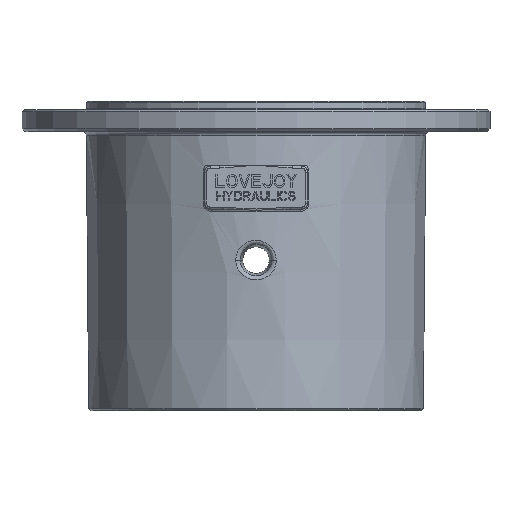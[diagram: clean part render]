
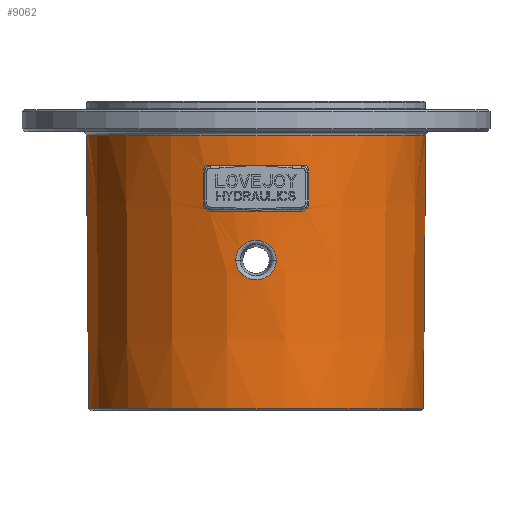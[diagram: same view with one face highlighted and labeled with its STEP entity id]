
A CAD part, left-side view. The second image highlights one B-rep face of the part: STEP entity #9062.
In plain terms, the highlighted conical face has half-angle 0.5 degrees and reference radius 62.285 mm.
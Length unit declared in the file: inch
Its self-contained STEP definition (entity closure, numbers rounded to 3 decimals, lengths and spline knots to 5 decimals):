
#126=CARTESIAN_POINT('',(-2.43605,-0.29356,
-2.37045));
#127=CARTESIAN_POINT('',(-2.43585,-0.29355,
-2.39345));
#128=CARTESIAN_POINT('',(-2.43612,-0.28813,
-2.43823));
#129=CARTESIAN_POINT('',(-2.4384,-0.26335,
-2.50387));
#130=CARTESIAN_POINT('',(-2.44196,-0.22337,
-2.5615));
#131=CARTESIAN_POINT('',(-2.44593,-0.17002,
-2.60862));
#132=CARTESIAN_POINT('',(-2.44931,-0.10642,
-2.64181));
#133=CARTESIAN_POINT('',(-2.45124,-0.03652,
-2.65897));
#134=CARTESIAN_POINT('',(-2.45125,0.03554,
-2.65911));
#135=CARTESIAN_POINT('',(-2.44933,0.10585,
-2.64205));
#136=CARTESIAN_POINT('',(-2.44596,0.16965,
-2.60888));
#137=CARTESIAN_POINT('',(-2.44198,0.22323,
-2.5617));
#138=CARTESIAN_POINT('',(-2.4384,0.26334,
-2.50389));
#139=CARTESIAN_POINT('',(-2.43612,0.28812,
-2.43828));
#140=CARTESIAN_POINT('',(-2.43585,0.29355,
-2.39346));
#141=CARTESIAN_POINT('',(-2.43605,0.29356,
-2.37045));
#143=CARTESIAN_POINT('',(-2.43605,0.29356,
-2.37045));
#144=CARTESIAN_POINT('',(-2.43626,0.29357,
-2.34742));
#145=CARTESIAN_POINT('',(-2.43731,0.28816,
-2.30259));
#146=CARTESIAN_POINT('',(-2.44075,0.26333,
-2.23685));
#147=CARTESIAN_POINT('',(-2.44532,0.22328,
-2.17914));
#148=CARTESIAN_POINT('',(-2.45011,0.16986,
-2.13203));
#149=CARTESIAN_POINT('',(-2.45406,0.10627,
-2.09888));
#150=CARTESIAN_POINT('',(-2.45627,0.03642,
-2.08177));
#151=CARTESIAN_POINT('',(-2.45629,-0.03549,
-2.08164));
#152=CARTESIAN_POINT('',(-2.45408,-0.10573,
-2.09866));
#153=CARTESIAN_POINT('',(-2.45014,-0.16952,
-2.13178));
#154=CARTESIAN_POINT('',(-2.44534,-0.22316,
-2.17897));
#155=CARTESIAN_POINT('',(-2.44075,-0.26334,
-2.23684));
#156=CARTESIAN_POINT('',(-2.43731,-0.28815,
-2.30258));
#157=CARTESIAN_POINT('',(-2.43626,-0.29356,
-2.34742));
#158=CARTESIAN_POINT('',(-2.43605,-0.29356,
-2.37045));
#160=CARTESIAN_POINT('',(-2.34129,-0.77062,
-1.08974));
#161=CARTESIAN_POINT('',(-2.34137,-0.77062,
-1.08125));
#162=CARTESIAN_POINT('',(-2.3421,-0.76888,
-1.06467));
#163=CARTESIAN_POINT('',(-2.34484,-0.76118,
-1.04057));
#164=CARTESIAN_POINT('',(-2.34913,-0.7485,
-1.0184));
#165=CARTESIAN_POINT('',(-2.3528,-0.73721,
-1.00579));
#166=CARTESIAN_POINT('',(-2.35485,-0.73077,
-1.));
#168=CARTESIAN_POINT('',(-2.35485,0.73078,
-1.));
#169=CARTESIAN_POINT('',(-2.35279,0.73724,
-1.0058));
#170=CARTESIAN_POINT('',(-2.34911,0.74855,
-1.01846));
#171=CARTESIAN_POINT('',(-2.34481,0.76125,-1.0407));
#172=CARTESIAN_POINT('',(-2.34208,0.76892,
-1.06488));
#173=CARTESIAN_POINT('',(-2.34137,0.77062,
-1.08134));
#174=CARTESIAN_POINT('',(-2.34129,0.77062,
-1.08974));
#176=DIRECTION('',(0.009,0.,-1.));
#177=VECTOR('',#176,0.45002);
#178=CARTESIAN_POINT('',(-2.34129,0.77062,
-1.08974));
#179=LINE('',#178,#177);
#180=CARTESIAN_POINT('',(-2.33716,0.77061,
-1.53974));
#181=CARTESIAN_POINT('',(-2.33706,0.77061,
-1.55019));
#182=CARTESIAN_POINT('',(-2.33774,0.768,
-1.57038));
#183=CARTESIAN_POINT('',(-2.34125,0.75644,
-1.59944));
#184=CARTESIAN_POINT('',(-2.34701,0.7377,
-1.62467));
#185=CARTESIAN_POINT('',(-2.3545,0.71292,
-1.64438));
#186=CARTESIAN_POINT('',(-2.36316,0.68332,
-1.65694));
#187=CARTESIAN_POINT('',(-2.36894,0.66275,
-1.65974));
#188=CARTESIAN_POINT('',(-2.37189,0.65205,
-1.65974));
#190=CARTESIAN_POINT('',(-2.37189,-0.65205,
-1.65974));
#191=CARTESIAN_POINT('',(-2.36891,-0.66287,
-1.65974));
#192=CARTESIAN_POINT('',(-2.36308,-0.68362,
-1.65686));
#193=CARTESIAN_POINT('',(-2.35444,-0.71313,
-1.64426));
#194=CARTESIAN_POINT('',(-2.34695,-0.73792,
-1.62446));
#195=CARTESIAN_POINT('',(-2.34122,-0.75657,
-1.59922));
#196=CARTESIAN_POINT('',(-2.33772,-0.76809,
-1.57003));
#197=CARTESIAN_POINT('',(-2.33707,-0.77061,
-1.55004));
#198=CARTESIAN_POINT('',(-2.33716,-0.77061,
-1.53974));
#200=DIRECTION('',(-0.009,0.,1.));
#201=VECTOR('',#200,0.45002);
#202=CARTESIAN_POINT('',(-2.33716,-0.77061,
-1.53974));
#203=LINE('',#202,#201);
#204=CARTESIAN_POINT('',(0.,0.,-4.52974));
#205=DIRECTION('',(0.,0.,1.));
#206=DIRECTION('',(0.,1.,0.));
#207=AXIS2_PLACEMENT_3D('',#204,#205,#206);
#209=CARTESIAN_POINT('',(0.,0.,-0.55948));
#210=DIRECTION('',(0.,0.,1.));
#211=DIRECTION('',(0.,1.,0.));
#212=AXIS2_PLACEMENT_3D('',#209,#210,#211);
#1190=DIRECTION('',(0.,-0.009,1.));
#1191=VECTOR('',#1190,3.97041);
#1192=CARTESIAN_POINT('',(0.,-2.43483,-4.52974));
#1193=LINE('',#1192,#1191);
#1199=DIRECTION('',(0.,-0.009,-1.));
#1200=VECTOR('',#1199,3.97041);
#1201=CARTESIAN_POINT('',(0.,2.46948,-0.55948));
#1202=LINE('',#1201,#1200);
#2337=CARTESIAN_POINT('',(0.,0.,-1.));
#2338=DIRECTION('',(0.,0.,1.));
#2339=DIRECTION('',(-0.955,0.296,0.));
#2340=AXIS2_PLACEMENT_3D('',#2337,#2338,#2339);
#6933=CARTESIAN_POINT('',(0.,0.,-1.65974));
#6934=DIRECTION('',(0.,0.,-1.));
#6935=DIRECTION('',(-0.964,-0.265,0.));
#6936=AXIS2_PLACEMENT_3D('',#6933,#6934,#6935);
#7086=VERTEX_POINT('',#126);
#7087=VERTEX_POINT('',#141);
#7094=VERTEX_POINT('',#190);
#7095=VERTEX_POINT('',#198);
#7098=CARTESIAN_POINT('',(-2.34129,-0.77062,
-1.08974));
#7099=VERTEX_POINT('',#7098);
#7101=VERTEX_POINT('',#180);
#7102=VERTEX_POINT('',#188);
#7105=CARTESIAN_POINT('',(-2.34129,0.77062,
-1.08974));
#7106=VERTEX_POINT('',#7105);
#8691=CARTESIAN_POINT('',(0.,2.46948,-0.55948));
#8693=VERTEX_POINT('',#8691);
#8695=CARTESIAN_POINT('',(0.,-2.46948,-0.55948));
#8697=VERTEX_POINT('',#8695);
#8758=CARTESIAN_POINT('',(0.,2.43483,-4.52974));
#8759=CARTESIAN_POINT('',(0.,-2.43483,-4.52974));
#8760=VERTEX_POINT('',#8758);
#8761=VERTEX_POINT('',#8759);
#8770=CARTESIAN_POINT('',(-2.35485,0.73078,
-1.));
#8771=CARTESIAN_POINT('',(-2.35485,-0.73077,
-1.));
#8772=VERTEX_POINT('',#8770);
#8773=VERTEX_POINT('',#8771);
#9024=CARTESIAN_POINT('',(0.,0.,-2.54461));
#9025=DIRECTION('',(0.,0.,1.));
#9026=DIRECTION('',(0.,1.,0.));
#9027=AXIS2_PLACEMENT_3D('',#9024,#9025,#9026);
#9028=CONICAL_SURFACE('',#9027,2.45216,0.5);
#9030=ORIENTED_EDGE('',*,*,#9029,.F.);
#9032=ORIENTED_EDGE('',*,*,#9031,.F.);
#9033=ORIENTED_EDGE('',*,*,#9019,.T.);
#9035=ORIENTED_EDGE('',*,*,#9034,.F.);
#9036=EDGE_LOOP('',(#9030,#9032,#9033,#9035));
#9037=FACE_OUTER_BOUND('',#9036,.F.);
#9039=ORIENTED_EDGE('',*,*,#9038,.T.);
#9041=ORIENTED_EDGE('',*,*,#9040,.F.);
#9043=ORIENTED_EDGE('',*,*,#9042,.T.);
#9045=ORIENTED_EDGE('',*,*,#9044,.T.);
#9047=ORIENTED_EDGE('',*,*,#9046,.T.);
#9049=ORIENTED_EDGE('',*,*,#9048,.F.);
#9051=ORIENTED_EDGE('',*,*,#9050,.T.);
#9053=ORIENTED_EDGE('',*,*,#9052,.T.);
#9054=EDGE_LOOP('',(#9039,#9041,#9043,#9045,#9047,#9049,#9051,#9053));
#9055=FACE_BOUND('',#9054,.F.);
#9057=ORIENTED_EDGE('',*,*,#9056,.F.);
#9059=ORIENTED_EDGE('',*,*,#9058,.F.);
#9060=EDGE_LOOP('',(#9057,#9059));
#9061=FACE_BOUND('',#9060,.F.);
#9062=ADVANCED_FACE('',(#9037,#9055,#9061),#9028,.T.);
#142=B_SPLINE_CURVE_WITH_KNOTS('',3,(#126,#127,#128,#129,#130,#131,#132,#133,
#134,#135,#136,#137,#138,#139,#140,#141),.UNSPECIFIED.,.F.,.F.,(4,1,1,1,1,1,1,1,
1,1,1,1,1,4),(0.,0.07692,0.15385,0.23077,
0.30769,0.38462,0.46154,0.53846,
0.61538,0.69231,0.76923,0.84615,
0.92308,1.),.UNSPECIFIED.);
#159=B_SPLINE_CURVE_WITH_KNOTS('',3,(#143,#144,#145,#146,#147,#148,#149,#150,
#151,#152,#153,#154,#155,#156,#157,#158),.UNSPECIFIED.,.F.,.F.,(4,1,1,1,1,1,1,1,
1,1,1,1,1,4),(0.,0.07692,0.15385,0.23077,
0.30769,0.38462,0.46154,0.53846,
0.61538,0.69231,0.76923,0.84615,
0.92308,1.),.UNSPECIFIED.);
#167=B_SPLINE_CURVE_WITH_KNOTS('',3,(#160,#161,#162,#163,#164,#165,#166),
.UNSPECIFIED.,.F.,.F.,(4,1,1,1,4),(0.,0.25,0.5,0.75,1.),
.UNSPECIFIED.);
#175=B_SPLINE_CURVE_WITH_KNOTS('',3,(#168,#169,#170,#171,#172,#173,#174),
.UNSPECIFIED.,.F.,.F.,(4,1,1,1,4),(0.,0.25,0.5,0.75,1.),
.UNSPECIFIED.);
#189=B_SPLINE_CURVE_WITH_KNOTS('',3,(#180,#181,#182,#183,#184,#185,#186,#187,
#188),.UNSPECIFIED.,.F.,.F.,(4,1,1,1,1,1,4),(0.,0.16667,
0.33333,0.5,0.66667,0.83333,1.),
.UNSPECIFIED.);
#199=B_SPLINE_CURVE_WITH_KNOTS('',3,(#190,#191,#192,#193,#194,#195,#196,#197,
#198),.UNSPECIFIED.,.F.,.F.,(4,1,1,1,1,1,4),(0.,0.16667,
0.33333,0.5,0.66667,0.83333,1.),
.UNSPECIFIED.);
#208=CIRCLE('',#207,2.43483);
#213=CIRCLE('',#212,2.46948);
#2341=CIRCLE('',#2340,2.46564);
#6937=CIRCLE('',#6936,2.45988);
#9019=EDGE_CURVE('',#8693,#8697,#213,.T.);
#9029=EDGE_CURVE('',#8760,#8761,#208,.T.);
#9031=EDGE_CURVE('',#8693,#8760,#1202,.T.);
#9034=EDGE_CURVE('',#8761,#8697,#1193,.T.);
#9038=EDGE_CURVE('',#7099,#8773,#167,.T.);
#9040=EDGE_CURVE('',#8772,#8773,#2341,.T.);
#9042=EDGE_CURVE('',#8772,#7106,#175,.T.);
#9044=EDGE_CURVE('',#7106,#7101,#179,.T.);
#9046=EDGE_CURVE('',#7101,#7102,#189,.T.);
#9048=EDGE_CURVE('',#7094,#7102,#6937,.T.);
#9050=EDGE_CURVE('',#7094,#7095,#199,.T.);
#9052=EDGE_CURVE('',#7095,#7099,#203,.T.);
#9056=EDGE_CURVE('',#7086,#7087,#142,.T.);
#9058=EDGE_CURVE('',#7087,#7086,#159,.T.);
